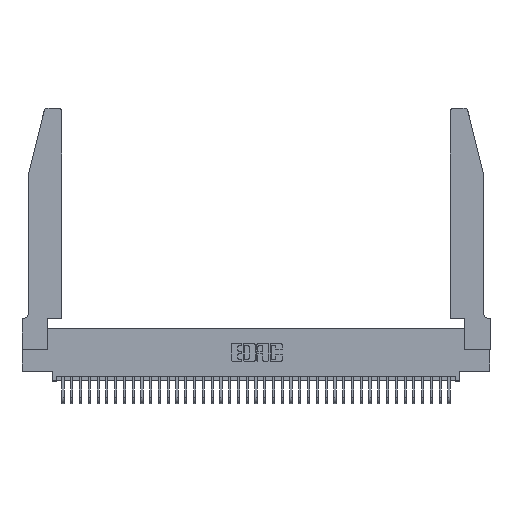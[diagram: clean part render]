
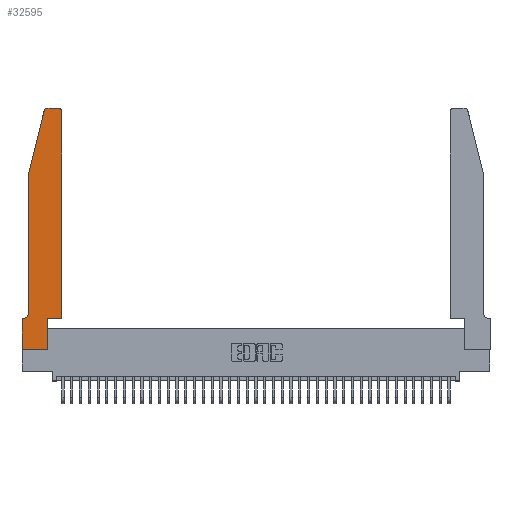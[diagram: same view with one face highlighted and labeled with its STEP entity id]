
A CAD part, top view. The second image highlights one B-rep face of the part: STEP entity #32595.
In plain terms, the highlighted planar face has unit normal (0, 0, 1).
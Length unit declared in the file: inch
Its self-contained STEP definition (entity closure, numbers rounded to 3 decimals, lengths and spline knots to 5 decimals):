
#79 = CARTESIAN_POINT ( 'NONE',  ( 0.284, 2.72, 0.37 ) ) ;
#125 = CARTESIAN_POINT ( 'NONE',  ( 0.4505, 0.35, 0.37 ) ) ;
#390 = DIRECTION ( 'NONE',  ( 0., -1., 0. ) ) ;
#567 = AXIS2_PLACEMENT_3D ( 'NONE', #32986, #15248, #35963 ) ;
#837 = CARTESIAN_POINT ( 'NONE',  ( 0.0755, 0.35, 0.37 ) ) ;
#1387 = CARTESIAN_POINT ( 'NONE',  ( 0.25487, 2.72718, 0.37 ) ) ;
#1410 = VERTEX_POINT ( 'NONE', #36000 ) ;
#1426 = CARTESIAN_POINT ( 'NONE',  ( 0.0055, 0.42, 0.37 ) ) ;
#1469 = ORIENTED_EDGE ( 'NONE', *, *, #28292, .T. ) ;
#1472 = VECTOR ( 'NONE', #36513, 39.37008 ) ;
#2441 = VERTEX_POINT ( 'NONE', #37167 ) ;
#2566 = AXIS2_PLACEMENT_3D ( 'NONE', #1426, #22157, #4414 ) ;
#3093 = DIRECTION ( 'NONE',  ( 1., 0., 0. ) ) ;
#3136 = DIRECTION ( 'NONE',  ( 1., 0., 0. ) ) ;
#3407 = LINE ( 'NONE', #125, #18264 ) ;
#4062 = DIRECTION ( 'NONE',  ( 0., 1., 0. ) ) ;
#4414 = DIRECTION ( 'NONE',  ( -1., 0., 0. ) ) ;
#4815 = ORIENTED_EDGE ( 'NONE', *, *, #8004, .T. ) ;
#4923 = ORIENTED_EDGE ( 'NONE', *, *, #29579, .T. ) ;
#6121 = CARTESIAN_POINT ( 'NONE',  ( 0.2865, 0., 0.37 ) ) ;
#6209 = VECTOR ( 'NONE', #18643, 39.37008 ) ;
#6296 = PLANE ( 'NONE',  #20074 ) ;
#7303 = CARTESIAN_POINT ( 'NONE',  ( 0.4505, 0.35, 0.37 ) ) ;
#7322 = VERTEX_POINT ( 'NONE', #7303 ) ;
#7711 = CARTESIAN_POINT ( 'NONE',  ( 0.2605, 2.75, 0.37 ) ) ;
#8004 = EDGE_CURVE ( 'NONE', #23701, #16718, #9031, .T. ) ;
#8445 = EDGE_CURVE ( 'NONE', #1410, #7322, #3407, .T. ) ;
#8713 = VECTOR ( 'NONE', #24574, 39.37008 ) ;
#8801 = VERTEX_POINT ( 'NONE', #19696 ) ;
#8895 = VECTOR ( 'NONE', #34353, 39.37008 ) ;
#8905 = ORIENTED_EDGE ( 'NONE', *, *, #36286, .T. ) ;
#9031 = LINE ( 'NONE', #22740, #15933 ) ;
#9333 = DIRECTION ( 'NONE',  ( 1., 0., 0. ) ) ;
#9442 = LINE ( 'NONE', #27596, #1472 ) ;
#10136 = CARTESIAN_POINT ( 'NONE',  ( 0.4505, 0.35, 0.37 ) ) ;
#10553 = ORIENTED_EDGE ( 'NONE', *, *, #12190, .T. ) ;
#11013 = DIRECTION ( 'NONE',  ( -0.239, -0.971, 0. ) ) ;
#11316 = FACE_OUTER_BOUND ( 'NONE', #21567, .T. ) ;
#12190 = EDGE_CURVE ( 'NONE', #19407, #28820, #25248, .T. ) ;
#13221 = LINE ( 'NONE', #36410, #6209 ) ;
#13366 = ORIENTED_EDGE ( 'NONE', *, *, #14698, .T. ) ;
#14639 = ORIENTED_EDGE ( 'NONE', *, *, #25557, .T. ) ;
#14698 = EDGE_CURVE ( 'NONE', #30075, #2441, #19948, .T. ) ;
#14744 = ORIENTED_EDGE ( 'NONE', *, *, #22308, .T. ) ;
#15248 = DIRECTION ( 'NONE',  ( 0., 0., 1. ) ) ;
#15933 = VECTOR ( 'NONE', #25724, 39.37008 ) ;
#16418 = CARTESIAN_POINT ( 'NONE',  ( 0.284, 2.75, 0.37 ) ) ;
#16610 = VECTOR ( 'NONE', #11013, 39.37008 ) ;
#16718 = VERTEX_POINT ( 'NONE', #36157 ) ;
#16769 = CARTESIAN_POINT ( 'NONE',  ( 0.0755, 2., 0.37 ) ) ;
#17468 = LINE ( 'NONE', #837, #8713 ) ;
#17506 = LINE ( 'NONE', #10136, #25388 ) ;
#17534 = AXIS2_PLACEMENT_3D ( 'NONE', #79, #20839, #3093 ) ;
#18264 = VECTOR ( 'NONE', #3136, 39.37008 ) ;
#18643 = DIRECTION ( 'NONE',  ( 0., 1., 0. ) ) ;
#19407 = VERTEX_POINT ( 'NONE', #16418 ) ;
#19421 = ORIENTED_EDGE ( 'NONE', *, *, #23801, .T. ) ;
#19696 = CARTESIAN_POINT ( 'NONE',  ( 0.4205, 2.75, 0.37 ) ) ;
#19948 = LINE ( 'NONE', #35925, #35743 ) ;
#20074 = AXIS2_PLACEMENT_3D ( 'NONE', #21024, #27023, #9333 ) ;
#20821 = ORIENTED_EDGE ( 'NONE', *, *, #8445, .T. ) ;
#20839 = DIRECTION ( 'NONE',  ( 0., 0., 1. ) ) ;
#21024 = CARTESIAN_POINT ( 'NONE',  ( 0., 0.35, 0.37 ) ) ;
#21567 = EDGE_LOOP ( 'NONE', ( #1469, #10553, #4923, #13366, #14744, #26130, #4815, #14639, #19421, #20821, #37107, #8905 ) ) ;
#21647 = EDGE_CURVE ( 'NONE', #7322, #32772, #17506, .T. ) ;
#22157 = DIRECTION ( 'NONE',  ( 0., 0., -1. ) ) ;
#22308 = EDGE_CURVE ( 'NONE', #2441, #33043, #35552, .T. ) ;
#22740 = CARTESIAN_POINT ( 'NONE',  ( 0., 0., 0.37 ) ) ;
#23339 = CARTESIAN_POINT ( 'NONE',  ( 0.0055, 0.35, 0.37 ) ) ;
#23701 = VERTEX_POINT ( 'NONE', #35644 ) ;
#23801 = EDGE_CURVE ( 'NONE', #31435, #1410, #13221, .T. ) ;
#24478 = LINE ( 'NONE', #16769, #16610 ) ;
#24574 = DIRECTION ( 'NONE',  ( -1., 0., 0. ) ) ;
#24590 = LINE ( 'NONE', #7711, #8895 ) ;
#24940 = CIRCLE ( 'NONE', #567, 0.03 ) ;
#25248 = CIRCLE ( 'NONE', #17534, 0.03 ) ;
#25388 = VECTOR ( 'NONE', #4062, 39.37008 ) ;
#25557 = EDGE_CURVE ( 'NONE', #16718, #31435, #9442, .T. ) ;
#25724 = DIRECTION ( 'NONE',  ( 0., -1., 0. ) ) ;
#26130 = ORIENTED_EDGE ( 'NONE', *, *, #36997, .T. ) ;
#27023 = DIRECTION ( 'NONE',  ( 0., 0., 1. ) ) ;
#27596 = CARTESIAN_POINT ( 'NONE',  ( 0., 0., 0.37 ) ) ;
#27822 = CARTESIAN_POINT ( 'NONE',  ( 0.4505, 2.72, 0.37 ) ) ;
#28292 = EDGE_CURVE ( 'NONE', #8801, #19407, #24590, .T. ) ;
#28820 = VERTEX_POINT ( 'NONE', #1387 ) ;
#29579 = EDGE_CURVE ( 'NONE', #28820, #30075, #24478, .T. ) ;
#30075 = VERTEX_POINT ( 'NONE', #31242 ) ;
#31242 = CARTESIAN_POINT ( 'NONE',  ( 0.0755, 2., 0.37 ) ) ;
#31435 = VERTEX_POINT ( 'NONE', #6121 ) ;
#32595 = ADVANCED_FACE ( 'NONE', ( #11316 ), #6296, .T. ) ;
#32772 = VERTEX_POINT ( 'NONE', #27822 ) ;
#32986 = CARTESIAN_POINT ( 'NONE',  ( 0.4205, 2.72, 0.37 ) ) ;
#33043 = VERTEX_POINT ( 'NONE', #23339 ) ;
#34353 = DIRECTION ( 'NONE',  ( -1., 0., 0. ) ) ;
#35552 = CIRCLE ( 'NONE', #2566, 0.07 ) ;
#35644 = CARTESIAN_POINT ( 'NONE',  ( 0., 0.35, 0.37 ) ) ;
#35743 = VECTOR ( 'NONE', #390, 39.37008 ) ;
#35925 = CARTESIAN_POINT ( 'NONE',  ( 0.0755, 2., 0.37 ) ) ;
#35963 = DIRECTION ( 'NONE',  ( 1., 0., 0. ) ) ;
#36000 = CARTESIAN_POINT ( 'NONE',  ( 0.2865, 0.35, 0.37 ) ) ;
#36157 = CARTESIAN_POINT ( 'NONE',  ( 0., 0., 0.37 ) ) ;
#36286 = EDGE_CURVE ( 'NONE', #32772, #8801, #24940, .T. ) ;
#36410 = CARTESIAN_POINT ( 'NONE',  ( 0.2865, 0.35, 0.37 ) ) ;
#36513 = DIRECTION ( 'NONE',  ( 1., 0., 0. ) ) ;
#36997 = EDGE_CURVE ( 'NONE', #33043, #23701, #17468, .T. ) ;
#37107 = ORIENTED_EDGE ( 'NONE', *, *, #21647, .T. ) ;
#37167 = CARTESIAN_POINT ( 'NONE',  ( 0.0755, 0.42, 0.37 ) ) ;
